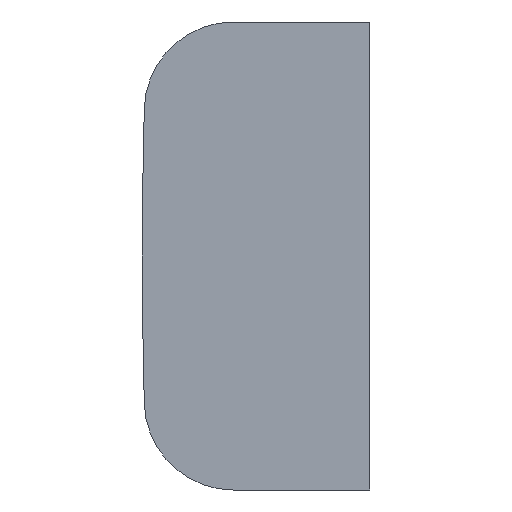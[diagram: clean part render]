
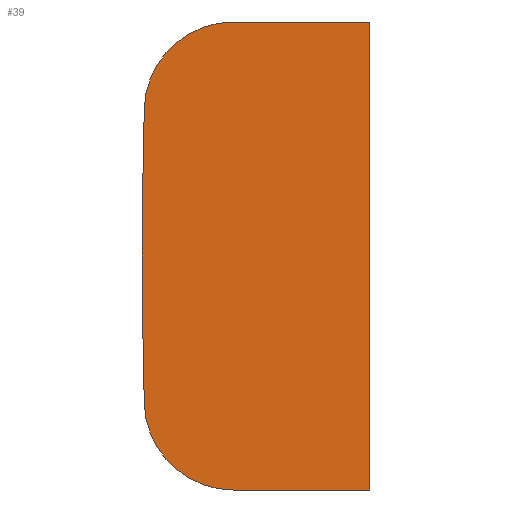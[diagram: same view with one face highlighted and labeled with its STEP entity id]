
A CAD part, left-side view. The second image highlights one B-rep face of the part: STEP entity #39.
In plain terms, the highlighted planar face has unit normal (-1, 0, 0).
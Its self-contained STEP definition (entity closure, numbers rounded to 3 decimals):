
#4 = DIRECTION ( 'NONE',  ( 0., 0., 1. ) ) ;
#16 = VERTEX_POINT ( 'NONE', #87 ) ;
#39 = ADVANCED_FACE ( 'NONE', ( #215 ), #352, .T. ) ;
#42 = CARTESIAN_POINT ( 'NONE',  ( 0., 5.056, 3.303 ) ) ;
#73 = VERTEX_POINT ( 'NONE', #42 ) ;
#77 = CIRCLE ( 'NONE', #409, 2. ) ;
#79 = CARTESIAN_POINT ( 'NONE',  ( 0., 3.057, 5.25 ) ) ;
#82 = DIRECTION ( 'NONE',  ( 0., 0., 1. ) ) ;
#87 = CARTESIAN_POINT ( 'NONE',  ( 0., 0., 5.25 ) ) ;
#91 = CARTESIAN_POINT ( 'NONE',  ( 0., 3.057, -5.25 ) ) ;
#101 = VECTOR ( 'NONE', #246, 1000. ) ;
#115 = DIRECTION ( 'NONE',  ( 0., 0., 1. ) ) ;
#117 = EDGE_CURVE ( 'NONE', #119, #429, #196, .T. ) ;
#119 = VERTEX_POINT ( 'NONE', #91 ) ;
#120 = DIRECTION ( 'NONE',  ( -1., 0., 0. ) ) ;
#122 = DIRECTION ( 'NONE',  ( 0., 0., 1. ) ) ;
#134 = DIRECTION ( 'NONE',  ( -1., 0., 0. ) ) ;
#138 = ORIENTED_EDGE ( 'NONE', *, *, #256, .F. ) ;
#157 = CARTESIAN_POINT ( 'NONE',  ( 0., 0., -5.25 ) ) ;
#159 = CARTESIAN_POINT ( 'NONE',  ( 0., 3.057, -3.25 ) ) ;
#168 = CARTESIAN_POINT ( 'NONE',  ( 0., 0., -5.25 ) ) ;
#196 = LINE ( 'NONE', #483, #293 ) ;
#215 = FACE_OUTER_BOUND ( 'NONE', #223, .T. ) ;
#223 = EDGE_LOOP ( 'NONE', ( #138, #550, #496, #543, #502, #396 ) ) ;
#246 = DIRECTION ( 'NONE',  ( 0., -1., 0. ) ) ;
#252 = VERTEX_POINT ( 'NONE', #459 ) ;
#256 = EDGE_CURVE ( 'NONE', #504, #16, #563, .T. ) ;
#263 = CARTESIAN_POINT ( 'NONE',  ( 0., 5.1, -5.25 ) ) ;
#273 = CIRCLE ( 'NONE', #512, 2. ) ;
#293 = VECTOR ( 'NONE', #487, 1000. ) ;
#329 = AXIS2_PLACEMENT_3D ( 'NONE', #263, #134, #4 ) ;
#347 = EDGE_CURVE ( 'NONE', #252, #119, #273, .T. ) ;
#352 = PLANE ( 'NONE',  #329 ) ;
#365 = CARTESIAN_POINT ( 'NONE',  ( 0., 5.1, 5.25 ) ) ;
#396 = ORIENTED_EDGE ( 'NONE', *, *, #535, .F. ) ;
#403 = VECTOR ( 'NONE', #473, 1000. ) ;
#409 = AXIS2_PLACEMENT_3D ( 'NONE', #525, #430, #122 ) ;
#411 = LINE ( 'NONE', #168, #403 ) ;
#425 = CIRCLE ( 'NONE', #428, 125. ) ;
#428 = AXIS2_PLACEMENT_3D ( 'NONE', #471, #520, #82 ) ;
#429 = VERTEX_POINT ( 'NONE', #157 ) ;
#430 = DIRECTION ( 'NONE',  ( -1., 0., 0. ) ) ;
#459 = CARTESIAN_POINT ( 'NONE',  ( 0., 5.056, -3.303 ) ) ;
#471 = CARTESIAN_POINT ( 'NONE',  ( 0., -119.9, 0. ) ) ;
#473 = DIRECTION ( 'NONE',  ( 0., 0., -1. ) ) ;
#483 = CARTESIAN_POINT ( 'NONE',  ( 0., 5.1, -5.25 ) ) ;
#487 = DIRECTION ( 'NONE',  ( 0., -1., 0. ) ) ;
#496 = ORIENTED_EDGE ( 'NONE', *, *, #548, .F. ) ;
#497 = EDGE_CURVE ( 'NONE', #504, #73, #77, .T. ) ;
#502 = ORIENTED_EDGE ( 'NONE', *, *, #117, .T. ) ;
#504 = VERTEX_POINT ( 'NONE', #79 ) ;
#512 = AXIS2_PLACEMENT_3D ( 'NONE', #159, #120, #115 ) ;
#520 = DIRECTION ( 'NONE',  ( 1., 0., 0. ) ) ;
#525 = CARTESIAN_POINT ( 'NONE',  ( 0., 3.057, 3.25 ) ) ;
#535 = EDGE_CURVE ( 'NONE', #16, #429, #411, .T. ) ;
#543 = ORIENTED_EDGE ( 'NONE', *, *, #347, .T. ) ;
#548 = EDGE_CURVE ( 'NONE', #252, #73, #425, .T. ) ;
#550 = ORIENTED_EDGE ( 'NONE', *, *, #497, .T. ) ;
#563 = LINE ( 'NONE', #365, #101 ) ;
